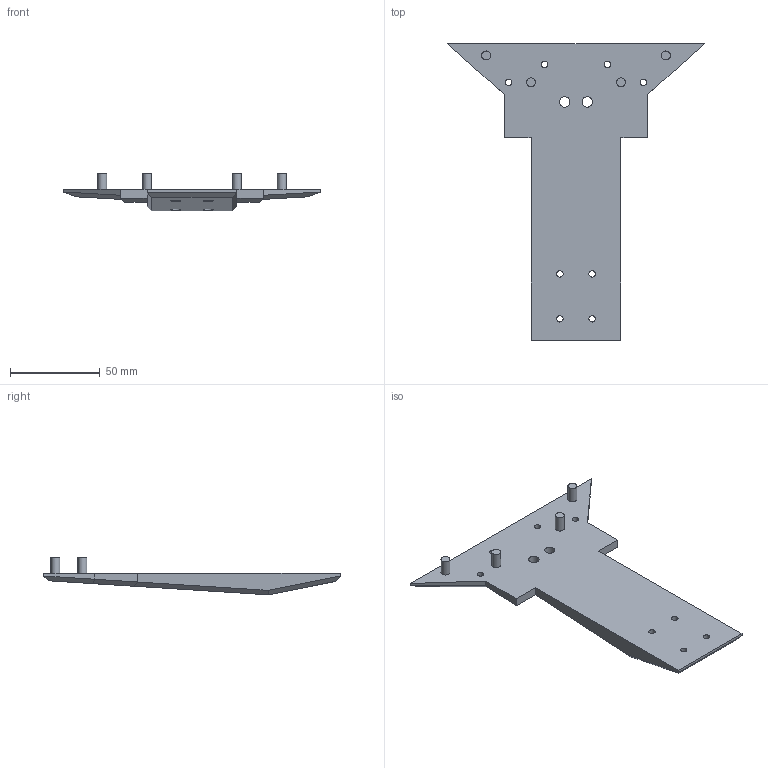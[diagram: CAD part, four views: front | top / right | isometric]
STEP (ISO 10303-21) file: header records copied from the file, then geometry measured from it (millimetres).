
FILE_DESCRIPTION(/* description */ ('Unknown'),/* implementation_level */ '2;1');
FILE_NAME(/* name */ 'Bumper_front_2_3',/* time_stamp */ '2024-03-13T01:32:06+01:00',/* author */ ('Unknown'),/* organization */ ('Unknown'),/* preprocessor_version */ 'ST-DEVELOPER v18.104',/* originating_system */ 'Solid Edge',/* authorisation */ 'Unknown');
FILE_SCHEMA (('AUTOMOTIVE_DESIGN {1 0 10303 214 3 1 1}'));
Length unit declared in the file: millimetre
Products named in the file (1): Bumper_front_2_3
Bounding box: 142.89 x 165 x 21 mm (x, y, z)
Volume: 76786.5 mm3; surface area: 25626 mm2
Topology: 1 solids, 1 shells, 59 faces, 145 edges, 100 vertices
Faces by surface type: plane 37, cylinder 22
Full cylindrical faces by diameter (mm): 3.6 x8, 5 x4, 5.5 x6, 5.8 x2
Entity records: 1625 total; most frequent: DIRECTION 277, CARTESIAN_POINT 261, ORIENTED_EDGE 226, EDGE_CURVE 113, EDGE_LOOP 111, FACE_BOUND 111, AXIS2_PLACEMENT_3D 104, VERTEX_POINT 88
